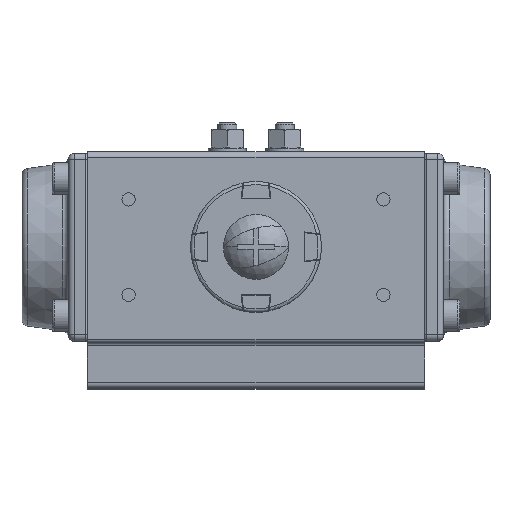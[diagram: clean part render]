
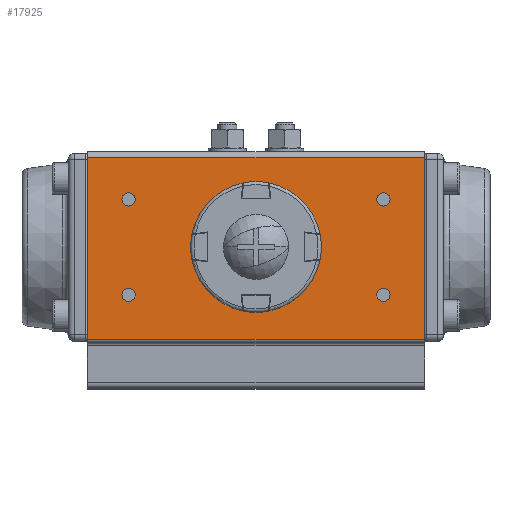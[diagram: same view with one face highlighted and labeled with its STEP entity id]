
A CAD part, top view. The second image highlights one B-rep face of the part: STEP entity #17925.
In plain terms, the highlighted planar face has unit normal (0, 0, 1).
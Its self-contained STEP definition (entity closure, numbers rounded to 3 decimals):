
#17786=CARTESIAN_POINT('',(-53.,28.,105.5));
#17787=DIRECTION('',(-0.,0.,-1.));
#17788=DIRECTION('',(1.,-0.,-0.));
#17789=AXIS2_PLACEMENT_3D('',#17786,#17787,#17788);
#17790=PLANE('',#17789);
#17791=CARTESIAN_POINT('',(37.9,15.,105.5));
#17792=VERTEX_POINT('',#17791);
#17793=CARTESIAN_POINT('',(42.1,15.,105.5));
#17794=VERTEX_POINT('',#17793);
#17795=CARTESIAN_POINT('',(40.,15.,105.5));
#17796=DIRECTION('',(0.,-0.,1.));
#17797=DIRECTION('',(-1.,0.,0.));
#17798=AXIS2_PLACEMENT_3D('',#17795,#17796,#17797);
#17799=CIRCLE('',#17798,2.1);
#17800=EDGE_CURVE('NONE',#17792,#17794,#17799,.T.);
#17801=ORIENTED_EDGE('',*,*,#17800,.F.);
#17802=CARTESIAN_POINT('',(40.,15.,105.5));
#17803=DIRECTION('',(0.,-0.,1.));
#17804=DIRECTION('',(-1.,0.,0.));
#17805=AXIS2_PLACEMENT_3D('',#17802,#17803,#17804);
#17806=CIRCLE('',#17805,2.1);
#17807=EDGE_CURVE('NONE',#17794,#17792,#17806,.T.);
#17808=ORIENTED_EDGE('',*,*,#17807,.F.);
#17809=EDGE_LOOP('',(#17801,#17808));
#17810=FACE_BOUND('',#17809,.T.);
#17811=CARTESIAN_POINT('',(37.9,-15.,105.5));
#17812=VERTEX_POINT('',#17811);
#17813=CARTESIAN_POINT('',(42.1,-15.,105.5));
#17814=VERTEX_POINT('',#17813);
#17815=CARTESIAN_POINT('',(40.,-15.,105.5));
#17816=DIRECTION('',(0.,-0.,1.));
#17817=DIRECTION('',(-1.,0.,0.));
#17818=AXIS2_PLACEMENT_3D('',#17815,#17816,#17817);
#17819=CIRCLE('',#17818,2.1);
#17820=EDGE_CURVE('NONE',#17812,#17814,#17819,.T.);
#17821=ORIENTED_EDGE('',*,*,#17820,.F.);
#17822=CARTESIAN_POINT('',(40.,-15.,105.5));
#17823=DIRECTION('',(0.,-0.,1.));
#17824=DIRECTION('',(-1.,0.,0.));
#17825=AXIS2_PLACEMENT_3D('',#17822,#17823,#17824);
#17826=CIRCLE('',#17825,2.1);
#17827=EDGE_CURVE('NONE',#17814,#17812,#17826,.T.);
#17828=ORIENTED_EDGE('',*,*,#17827,.F.);
#17829=EDGE_LOOP('',(#17821,#17828));
#17830=FACE_BOUND('',#17829,.T.);
#17831=CARTESIAN_POINT('',(-42.1,-15.,105.5));
#17832=VERTEX_POINT('',#17831);
#17833=CARTESIAN_POINT('',(-37.9,-15.,105.5));
#17834=VERTEX_POINT('',#17833);
#17835=CARTESIAN_POINT('',(-40.,-15.,105.5));
#17836=DIRECTION('',(0.,-0.,1.));
#17837=DIRECTION('',(-1.,0.,0.));
#17838=AXIS2_PLACEMENT_3D('',#17835,#17836,#17837);
#17839=CIRCLE('',#17838,2.1);
#17840=EDGE_CURVE('NONE',#17832,#17834,#17839,.T.);
#17841=ORIENTED_EDGE('',*,*,#17840,.F.);
#17842=CARTESIAN_POINT('',(-40.,-15.,105.5));
#17843=DIRECTION('',(0.,-0.,1.));
#17844=DIRECTION('',(-1.,0.,0.));
#17845=AXIS2_PLACEMENT_3D('',#17842,#17843,#17844);
#17846=CIRCLE('',#17845,2.1);
#17847=EDGE_CURVE('NONE',#17834,#17832,#17846,.T.);
#17848=ORIENTED_EDGE('',*,*,#17847,.F.);
#17849=EDGE_LOOP('',(#17841,#17848));
#17850=FACE_BOUND('',#17849,.T.);
#17851=CARTESIAN_POINT('',(-42.1,15.,105.5));
#17852=VERTEX_POINT('',#17851);
#17853=CARTESIAN_POINT('',(-37.9,15.,105.5));
#17854=VERTEX_POINT('',#17853);
#17855=CARTESIAN_POINT('',(-40.,15.,105.5));
#17856=DIRECTION('',(0.,-0.,1.));
#17857=DIRECTION('',(-1.,0.,0.));
#17858=AXIS2_PLACEMENT_3D('',#17855,#17856,#17857);
#17859=CIRCLE('',#17858,2.1);
#17860=EDGE_CURVE('NONE',#17852,#17854,#17859,.T.);
#17861=ORIENTED_EDGE('',*,*,#17860,.F.);
#17862=CARTESIAN_POINT('',(-40.,15.,105.5));
#17863=DIRECTION('',(0.,-0.,1.));
#17864=DIRECTION('',(-1.,0.,0.));
#17865=AXIS2_PLACEMENT_3D('',#17862,#17863,#17864);
#17866=CIRCLE('',#17865,2.1);
#17867=EDGE_CURVE('NONE',#17854,#17852,#17866,.T.);
#17868=ORIENTED_EDGE('',*,*,#17867,.F.);
#17869=EDGE_LOOP('',(#17861,#17868));
#17870=FACE_BOUND('',#17869,.T.);
#17871=CARTESIAN_POINT('',(-52.786,-29.,105.5));
#17872=VERTEX_POINT('',#17871);
#17873=CARTESIAN_POINT('',(52.786,-29.,105.5));
#17874=VERTEX_POINT('',#17873);
#17875=CARTESIAN_POINT('',(-52.786,-29.,105.5));
#17876=DIRECTION('',(1.,-0.,-0.));
#17877=VECTOR('',#17876,105.573);
#17878=LINE('',#17875,#17877);
#17879=EDGE_CURVE('',#17872,#17874,#17878,.T.);
#17880=ORIENTED_EDGE('',*,*,#17879,.T.);
#17881=CARTESIAN_POINT('',(52.786,28.,105.5));
#17882=VERTEX_POINT('',#17881);
#17883=CARTESIAN_POINT('',(52.786,-29.,105.5));
#17884=DIRECTION('',(0.,1.,0.));
#17885=VECTOR('',#17884,57.);
#17886=LINE('',#17883,#17885);
#17887=EDGE_CURVE('',#17874,#17882,#17886,.T.);
#17888=ORIENTED_EDGE('',*,*,#17887,.T.);
#17889=CARTESIAN_POINT('',(-52.786,28.,105.5));
#17890=VERTEX_POINT('',#17889);
#17891=CARTESIAN_POINT('',(-52.786,28.,105.5));
#17892=DIRECTION('',(1.,-0.,-0.));
#17893=VECTOR('',#17892,105.573);
#17894=LINE('',#17891,#17893);
#17895=EDGE_CURVE('',#17890,#17882,#17894,.T.);
#17896=ORIENTED_EDGE('',*,*,#17895,.F.);
#17897=CARTESIAN_POINT('',(-52.786,28.,105.5));
#17898=DIRECTION('',(-0.,-1.,-0.));
#17899=VECTOR('',#17898,57.);
#17900=LINE('',#17897,#17899);
#17901=EDGE_CURVE('',#17890,#17872,#17900,.T.);
#17902=ORIENTED_EDGE('',*,*,#17901,.T.);
#17903=EDGE_LOOP('',(#17880,#17888,#17896,#17902));
#17904=FACE_BOUND('',#17903,.T.);
#17905=CARTESIAN_POINT('',(-7.,-0.,105.5));
#17906=VERTEX_POINT('',#17905);
#17907=CARTESIAN_POINT('',(7.,-0.,105.5));
#17908=VERTEX_POINT('',#17907);
#17909=CARTESIAN_POINT('',(-0.,-0.,105.5));
#17910=DIRECTION('',(-0.,0.,-1.));
#17911=DIRECTION('',(-1.,0.,0.));
#17912=AXIS2_PLACEMENT_3D('',#17909,#17910,#17911);
#17913=CIRCLE('',#17912,7.);
#17914=EDGE_CURVE('',#17906,#17908,#17913,.T.);
#17915=ORIENTED_EDGE('',*,*,#17914,.T.);
#17916=CARTESIAN_POINT('',(-0.,-0.,105.5));
#17917=DIRECTION('',(-0.,0.,-1.));
#17918=DIRECTION('',(-1.,0.,0.));
#17919=AXIS2_PLACEMENT_3D('',#17916,#17917,#17918);
#17920=CIRCLE('',#17919,7.);
#17921=EDGE_CURVE('',#17908,#17906,#17920,.T.);
#17922=ORIENTED_EDGE('',*,*,#17921,.T.);
#17923=EDGE_LOOP('',(#17915,#17922));
#17924=FACE_BOUND('',#17923,.T.);
#17925=ADVANCED_FACE('',(#17810,#17830,#17850,#17870,#17904,#17924),#17790,.F.);
